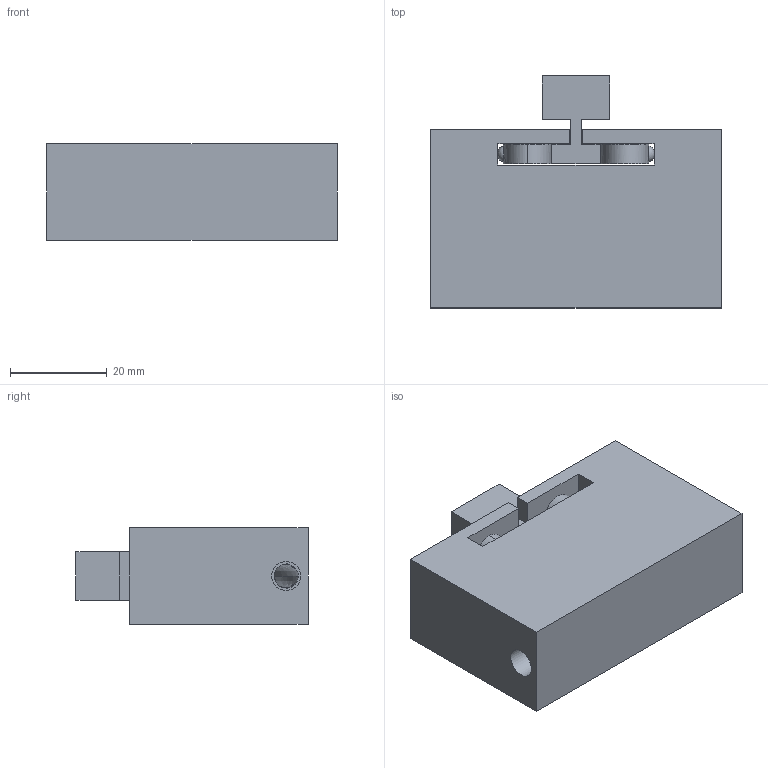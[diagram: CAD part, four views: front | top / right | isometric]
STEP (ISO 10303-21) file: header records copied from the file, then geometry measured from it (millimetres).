
FILE_DESCRIPTION(/* description */ (''),/* implementation_level */ '2;1');
FILE_NAME(/* name */ 'Input-Slider.step',/* time_stamp */ '2022-04-06T17:14:31+01:00',/* author */ (''),/* organization */ (''),/* preprocessor_version */ 'ST-DEVELOPER v18.1',/* originating_system */ 'Autodesk Translation Framework v10.13.0.1454',/* authorisation */ '');
FILE_SCHEMA (('AUTOMOTIVE_DESIGN { 1 0 10303 214 3 1 1 }'));
Length unit declared in the file: millimetre
Products named in the file (1): Slider
Bounding box: 60 x 47.9 x 20 mm (x, y, z)
Volume: 41542 mm3; surface area: 12672.3 mm2
Topology: 4 solids, 4 shells, 62 faces, 145 edges, 98 vertices
Faces by surface type: plane 42, bspline 10, cylinder 6, sphere 4
Full cylindrical faces by diameter (mm): 6 x2
Entity records: 2849 total; most frequent: CARTESIAN_POINT 1411, ORIENTED_EDGE 290, DIRECTION 256, EDGE_CURVE 145, LINE 102, VECTOR 102, VERTEX_POINT 98, EDGE_LOOP 77
